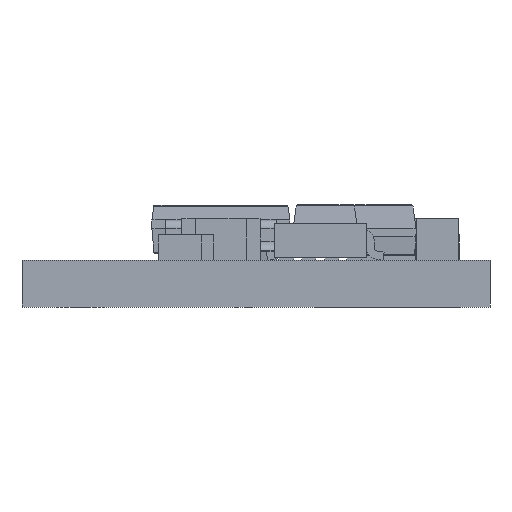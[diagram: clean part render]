
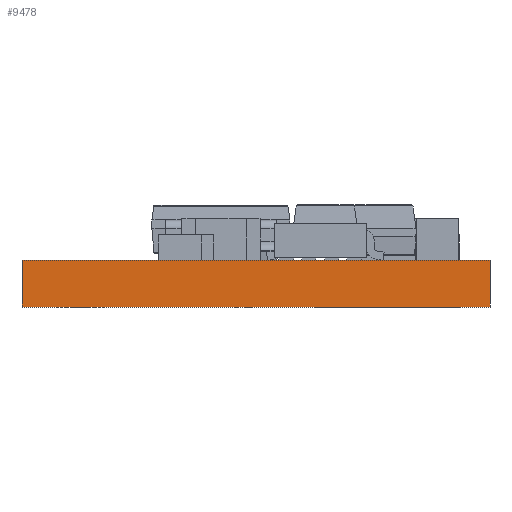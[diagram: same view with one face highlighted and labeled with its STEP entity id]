
A CAD part, front view. The second image highlights one B-rep face of the part: STEP entity #9478.
In plain terms, the highlighted planar face has unit normal (0, -1, 0).
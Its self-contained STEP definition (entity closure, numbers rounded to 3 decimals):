
#1052 = EDGE_CURVE ( 'NONE', #30619, #6176, #28305, .T. ) ;
#1536 = DIRECTION ( 'NONE',  ( 0., 1., 0. ) ) ;
#1757 = CARTESIAN_POINT ( 'NONE',  ( 0., 0., 1.016 ) ) ;
#1991 = DIRECTION ( 'NONE',  ( 0., 0., -1. ) ) ;
#2567 = LINE ( 'NONE', #19608, #4958 ) ;
#2665 = VECTOR ( 'NONE', #23700, 1000. ) ;
#3461 = ORIENTED_EDGE ( 'NONE', *, *, #42462, .T. ) ;
#4299 = VERTEX_POINT ( 'NONE', #9104 ) ;
#4958 = VECTOR ( 'NONE', #22701, 1000. ) ;
#6176 = VERTEX_POINT ( 'NONE', #14659 ) ;
#8629 = FACE_OUTER_BOUND ( 'NONE', #23011, .T. ) ;
#9104 = CARTESIAN_POINT ( 'NONE',  ( 0., 0., 0. ) ) ;
#9478 = ADVANCED_FACE ( 'NONE', ( #8629 ), #18150, .F. ) ;
#9754 = CARTESIAN_POINT ( 'NONE',  ( 0., 0., 1.016 ) ) ;
#10567 = EDGE_CURVE ( 'NONE', #4299, #6176, #25756, .T. ) ;
#13577 = VECTOR ( 'NONE', #29961, 1000. ) ;
#14659 = CARTESIAN_POINT ( 'NONE',  ( 10.16, 0., 0. ) ) ;
#15068 = EDGE_CURVE ( 'NONE', #17820, #30619, #36531, .T. ) ;
#17820 = VERTEX_POINT ( 'NONE', #9754 ) ;
#18150 = PLANE ( 'NONE',  #19850 ) ;
#19608 = CARTESIAN_POINT ( 'NONE',  ( 0., 0., 1.016 ) ) ;
#19850 = AXIS2_PLACEMENT_3D ( 'NONE', #1757, #1536, #41826 ) ;
#19944 = CARTESIAN_POINT ( 'NONE',  ( 10.16, 0., 1.016 ) ) ;
#22701 = DIRECTION ( 'NONE',  ( 0., 0., -1. ) ) ;
#23011 = EDGE_LOOP ( 'NONE', ( #41570, #43188, #31272, #3461 ) ) ;
#23700 = DIRECTION ( 'NONE',  ( 1., 0., 0. ) ) ;
#25756 = LINE ( 'NONE', #36136, #13577 ) ;
#28305 = LINE ( 'NONE', #28758, #35606 ) ;
#28758 = CARTESIAN_POINT ( 'NONE',  ( 10.16, 0., 1.016 ) ) ;
#29961 = DIRECTION ( 'NONE',  ( 1., 0., 0. ) ) ;
#30619 = VERTEX_POINT ( 'NONE', #19944 ) ;
#31272 = ORIENTED_EDGE ( 'NONE', *, *, #15068, .F. ) ;
#35606 = VECTOR ( 'NONE', #1991, 1000. ) ;
#36136 = CARTESIAN_POINT ( 'NONE',  ( 0., 0., 0. ) ) ;
#36531 = LINE ( 'NONE', #36744, #2665 ) ;
#36744 = CARTESIAN_POINT ( 'NONE',  ( 0., 0., 1.016 ) ) ;
#41570 = ORIENTED_EDGE ( 'NONE', *, *, #10567, .T. ) ;
#41826 = DIRECTION ( 'NONE',  ( 0., 0., 1. ) ) ;
#42462 = EDGE_CURVE ( 'NONE', #17820, #4299, #2567, .T. ) ;
#43188 = ORIENTED_EDGE ( 'NONE', *, *, #1052, .F. ) ;
